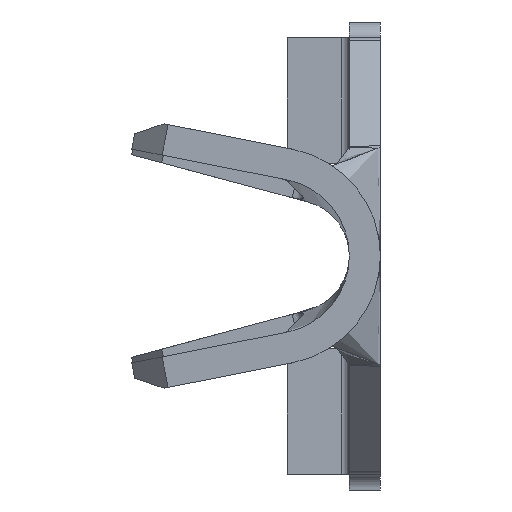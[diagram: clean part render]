
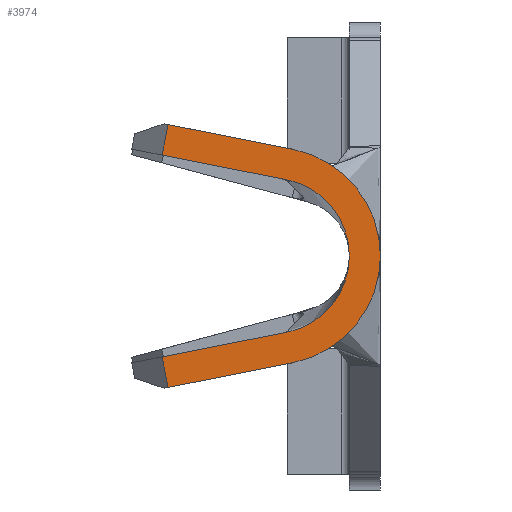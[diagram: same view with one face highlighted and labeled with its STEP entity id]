
A CAD part, left-side view. The second image highlights one B-rep face of the part: STEP entity #3974.
In plain terms, the highlighted planar face has unit normal (-1, 0, 0).
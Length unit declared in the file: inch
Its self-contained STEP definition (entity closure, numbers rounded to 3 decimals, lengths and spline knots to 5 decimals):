
#77 = AXIS2_PLACEMENT_3D ( 'NONE', #5519, #451, #2705 ) ;
#101 = CARTESIAN_POINT ( 'NONE',  ( -0.467, 0.13844, -0.07467 ) ) ;
#138 = CARTESIAN_POINT ( 'NONE',  ( -0.467, 0.06032, -0.04905 ) ) ;
#171 = EDGE_CURVE ( 'NONE', #657, #3802, #5163, .T. ) ;
#204 = ORIENTED_EDGE ( 'NONE', *, *, #7134, .T. ) ;
#371 = ORIENTED_EDGE ( 'NONE', *, *, #1657, .T. ) ;
#427 = ORIENTED_EDGE ( 'NONE', *, *, #5813, .T. ) ;
#451 = DIRECTION ( 'NONE',  ( -1., 0., 0. ) ) ;
#594 = DIRECTION ( 'NONE',  ( 0., 0., 1. ) ) ;
#657 = VERTEX_POINT ( 'NONE', #6666 ) ;
#680 = VECTOR ( 'NONE', #3431, 39.37008 ) ;
#685 = DIRECTION ( 'NONE',  ( 1., 0., 0. ) ) ;
#741 = ORIENTED_EDGE ( 'NONE', *, *, #4117, .T. ) ;
#785 = CARTESIAN_POINT ( 'NONE',  ( -0.467, 0.14038, 0.06486 ) ) ;
#901 = CARTESIAN_POINT ( 'NONE',  ( -0.467, 0.05644, 0.06867 ) ) ;
#1006 = FACE_OUTER_BOUND ( 'NONE', #6756, .T. ) ;
#1122 = AXIS2_PLACEMENT_3D ( 'NONE', #5757, #685, #2944 ) ;
#1169 = CARTESIAN_POINT ( 'NONE',  ( -0.467, 0.06032, -0.04905 ) ) ;
#1224 = LINE ( 'NONE', #3486, #6710 ) ;
#1553 = ORIENTED_EDGE ( 'NONE', *, *, #3727, .T. ) ;
#1657 = EDGE_CURVE ( 'NONE', #1695, #2795, #4336, .T. ) ;
#1695 = VERTEX_POINT ( 'NONE', #2982 ) ;
#1705 = EDGE_CURVE ( 'NONE', #6017, #1695, #6948, .T. ) ;
#1876 = CARTESIAN_POINT ( 'NONE',  ( -0.467, 0.06032, 0.04905 ) ) ;
#2166 = LINE ( 'NONE', #4421, #6041 ) ;
#2352 = DIRECTION ( 'NONE',  ( 0., -0.194, -0.981 ) ) ;
#2463 = AXIS2_PLACEMENT_3D ( 'NONE', #3409, #5666, #594 ) ;
#2705 = DIRECTION ( 'NONE',  ( 0., 0., 1. ) ) ;
#2795 = VERTEX_POINT ( 'NONE', #138 ) ;
#2944 = DIRECTION ( 'NONE',  ( 0., 0., 1. ) ) ;
#2982 = CARTESIAN_POINT ( 'NONE',  ( -0.467, 0.06032, 0.04905 ) ) ;
#3022 = VECTOR ( 'NONE', #4137, 39.37008 ) ;
#3162 = DIRECTION ( 'NONE',  ( 0., 0.981, 0.194 ) ) ;
#3264 = PLANE ( 'NONE',  #77 ) ;
#3343 = ORIENTED_EDGE ( 'NONE', *, *, #171, .T. ) ;
#3386 = VECTOR ( 'NONE', #3162, 39.37008 ) ;
#3409 = CARTESIAN_POINT ( 'NONE',  ( -0.467, 0.07, 0. ) ) ;
#3431 = DIRECTION ( 'NONE',  ( 0., 0.981, -0.194 ) ) ;
#3486 = CARTESIAN_POINT ( 'NONE',  ( -0.467, 0.14038, 0.06486 ) ) ;
#3727 = EDGE_CURVE ( 'NONE', #5479, #6426, #5973, .T. ) ;
#3744 = ORIENTED_EDGE ( 'NONE', *, *, #5512, .T. ) ;
#3802 = VERTEX_POINT ( 'NONE', #3829 ) ;
#3828 = CARTESIAN_POINT ( 'NONE',  ( -0.467, 0.1365, 0.08448 ) ) ;
#3829 = CARTESIAN_POINT ( 'NONE',  ( -0.467, 0.1365, -0.08448 ) ) ;
#3974 = ADVANCED_FACE ( 'NONE', ( #1006 ), #3264, .T. ) ;
#4021 = VECTOR ( 'NONE', #2352, 39.37008 ) ;
#4117 = EDGE_CURVE ( 'NONE', #6426, #6017, #1224, .T. ) ;
#4137 = DIRECTION ( 'NONE',  ( 0., -0.981, -0.194 ) ) ;
#4231 = ORIENTED_EDGE ( 'NONE', *, *, #1705, .T. ) ;
#4336 = CIRCLE ( 'NONE', #1122, 0.05 ) ;
#4421 = CARTESIAN_POINT ( 'NONE',  ( -0.467, 0.05644, -0.06867 ) ) ;
#5163 = LINE ( 'NONE', #101, #4021 ) ;
#5479 = VERTEX_POINT ( 'NONE', #6683 ) ;
#5512 = EDGE_CURVE ( 'NONE', #2795, #657, #6243, .T. ) ;
#5519 = CARTESIAN_POINT ( 'NONE',  ( -0.467, 0.07, 0. ) ) ;
#5646 = CIRCLE ( 'NONE', #2463, 0.07 ) ;
#5666 = DIRECTION ( 'NONE',  ( -1., 0., 0. ) ) ;
#5745 = DIRECTION ( 'NONE',  ( 0., 0.194, -0.981 ) ) ;
#5757 = CARTESIAN_POINT ( 'NONE',  ( -0.467, 0.07, 0. ) ) ;
#5773 = VERTEX_POINT ( 'NONE', #7236 ) ;
#5813 = EDGE_CURVE ( 'NONE', #5773, #5479, #5646, .T. ) ;
#5973 = LINE ( 'NONE', #901, #3386 ) ;
#6017 = VERTEX_POINT ( 'NONE', #785 ) ;
#6041 = VECTOR ( 'NONE', #6681, 39.37008 ) ;
#6243 = LINE ( 'NONE', #1169, #680 ) ;
#6426 = VERTEX_POINT ( 'NONE', #3828 ) ;
#6666 = CARTESIAN_POINT ( 'NONE',  ( -0.467, 0.14038, -0.06486 ) ) ;
#6681 = DIRECTION ( 'NONE',  ( 0., -0.981, 0.194 ) ) ;
#6683 = CARTESIAN_POINT ( 'NONE',  ( -0.467, 0.05644, 0.06867 ) ) ;
#6710 = VECTOR ( 'NONE', #5745, 39.37008 ) ;
#6756 = EDGE_LOOP ( 'NONE', ( #1553, #741, #4231, #371, #3744, #3343, #204, #427 ) ) ;
#6948 = LINE ( 'NONE', #1876, #3022 ) ;
#7134 = EDGE_CURVE ( 'NONE', #3802, #5773, #2166, .T. ) ;
#7236 = CARTESIAN_POINT ( 'NONE',  ( -0.467, 0.05644, -0.06867 ) ) ;
